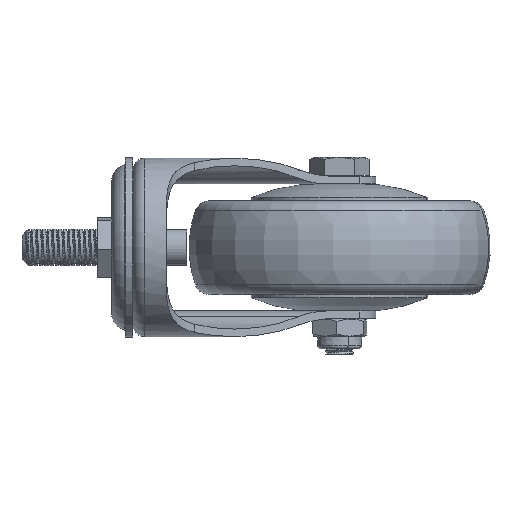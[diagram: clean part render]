
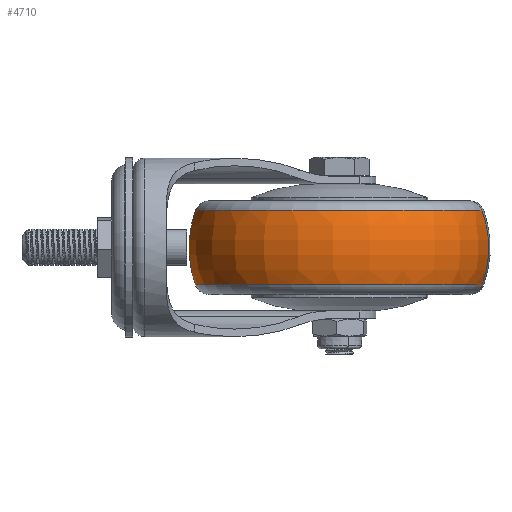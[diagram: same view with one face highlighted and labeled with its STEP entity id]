
A CAD part, left-side view. The second image highlights one B-rep face of the part: STEP entity #4710.
In plain terms, the highlighted toroidal (fillet/blend) face has major radius 16 mm and minor radius 34 mm.
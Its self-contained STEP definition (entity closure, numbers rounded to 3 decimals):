
#424 = VERTEX_POINT ( 'NONE', #12060 ) ;
#855 = TOROIDAL_SURFACE ( 'NONE', #1799, 16., 34. ) ;
#943 = DIRECTION ( 'NONE',  ( 0., -1., 0. ) ) ;
#1574 = CARTESIAN_POINT ( 'NONE',  ( 12.31, 0., 0. ) ) ;
#1799 = AXIS2_PLACEMENT_3D ( 'NONE', #8998, #11285, #10337 ) ;
#1823 = AXIS2_PLACEMENT_3D ( 'NONE', #1574, #13052, #6038 ) ;
#2465 = VERTEX_POINT ( 'NONE', #3507 ) ;
#2703 = CIRCLE ( 'NONE', #14242, 47.693 ) ;
#3507 = CARTESIAN_POINT ( 'NONE',  ( -12.31, 0., 47.693 ) ) ;
#3564 = VERTEX_POINT ( 'NONE', #4926 ) ;
#3865 = CIRCLE ( 'NONE', #5736, 34. ) ;
#4232 = ORIENTED_EDGE ( 'NONE', *, *, #7586, .F. ) ;
#4710 = ADVANCED_FACE ( 'NONE', ( #13035 ), #855, .T. ) ;
#4793 = DIRECTION ( 'NONE',  ( 0., 0., 1. ) ) ;
#4926 = CARTESIAN_POINT ( 'NONE',  ( 12.31, 0., -47.693 ) ) ;
#5219 = CARTESIAN_POINT ( 'NONE',  ( 0., 0., 16. ) ) ;
#5736 = AXIS2_PLACEMENT_3D ( 'NONE', #11575, #6275, #4793 ) ;
#5854 = EDGE_CURVE ( 'NONE', #3564, #424, #14058, .T. ) ;
#6038 = DIRECTION ( 'NONE',  ( 0., 0., 1. ) ) ;
#6275 = DIRECTION ( 'NONE',  ( 0., 1., 0. ) ) ;
#7586 = EDGE_CURVE ( 'NONE', #3564, #10280, #3865, .T. ) ;
#7746 = CARTESIAN_POINT ( 'NONE',  ( -12.31, 0., -47.693 ) ) ;
#7893 = AXIS2_PLACEMENT_3D ( 'NONE', #5219, #943, #13028 ) ;
#8837 = DIRECTION ( 'NONE',  ( -1., 0., 0. ) ) ;
#8998 = CARTESIAN_POINT ( 'NONE',  ( 0., 0., 0. ) ) ;
#9024 = EDGE_CURVE ( 'NONE', #10280, #2465, #2703, .T. ) ;
#9029 = EDGE_CURVE ( 'NONE', #424, #2465, #12348, .T. ) ;
#9733 = DIRECTION ( 'NONE',  ( 0., 0., 1. ) ) ;
#10231 = ORIENTED_EDGE ( 'NONE', *, *, #9029, .T. ) ;
#10280 = VERTEX_POINT ( 'NONE', #7746 ) ;
#10337 = DIRECTION ( 'NONE',  ( 0., 0., 1. ) ) ;
#10902 = CARTESIAN_POINT ( 'NONE',  ( -12.31, 0., 0. ) ) ;
#11285 = DIRECTION ( 'NONE',  ( -1., 0., 0. ) ) ;
#11448 = ORIENTED_EDGE ( 'NONE', *, *, #5854, .T. ) ;
#11575 = CARTESIAN_POINT ( 'NONE',  ( 0., 0., -16. ) ) ;
#12060 = CARTESIAN_POINT ( 'NONE',  ( 12.31, 0., 47.693 ) ) ;
#12348 = CIRCLE ( 'NONE', #7893, 34. ) ;
#12971 = EDGE_LOOP ( 'NONE', ( #4232, #11448, #10231, #14375 ) ) ;
#13028 = DIRECTION ( 'NONE',  ( 0., 0., -1. ) ) ;
#13035 = FACE_OUTER_BOUND ( 'NONE', #12971, .T. ) ;
#13052 = DIRECTION ( 'NONE',  ( -1., 0., 0. ) ) ;
#14058 = CIRCLE ( 'NONE', #1823, 47.693 ) ;
#14242 = AXIS2_PLACEMENT_3D ( 'NONE', #10902, #8837, #9733 ) ;
#14375 = ORIENTED_EDGE ( 'NONE', *, *, #9024, .F. ) ;
